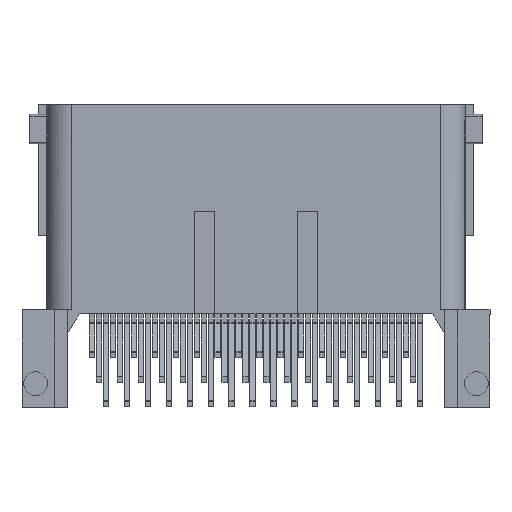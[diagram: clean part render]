
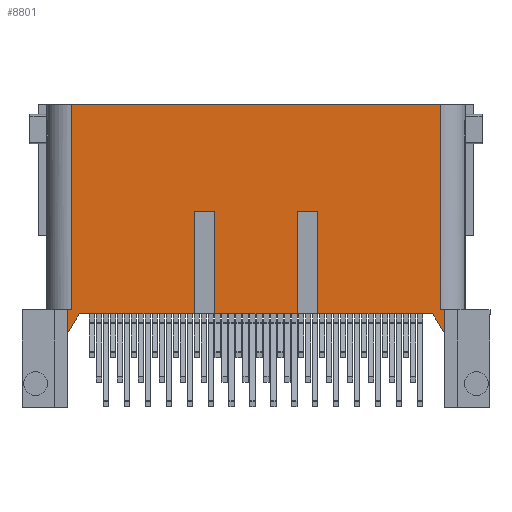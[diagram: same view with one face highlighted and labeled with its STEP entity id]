
A CAD part, front view. The second image highlights one B-rep face of the part: STEP entity #8801.
In plain terms, the highlighted planar face has unit normal (0, -1, 0).
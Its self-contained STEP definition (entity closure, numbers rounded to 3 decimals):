
#6155 = EDGE_CURVE ( 'NONE', #6156, #6181, #23148, .T. ) ;
#6156 = VERTEX_POINT ( 'NONE', #23144 ) ;
#6181 = VERTEX_POINT ( 'NONE', #23159 ) ;
#6200 = VERTEX_POINT ( 'NONE', #23244 ) ;
#6205 = VERTEX_POINT ( 'NONE', #23238 ) ;
#6207 = EDGE_CURVE ( 'NONE', #6205, #6200, #23237, .T. ) ;
#8182 = EDGE_CURVE ( 'NONE', #8183, #6156, #27655, .T. ) ;
#8183 = VERTEX_POINT ( 'NONE', #27651 ) ;
#8219 = VERTEX_POINT ( 'NONE', #27719 ) ;
#8221 = EDGE_CURVE ( 'NONE', #8240, #8219, #27718, .T. ) ;
#8227 = VERTEX_POINT ( 'NONE', #27765 ) ;
#8240 = VERTEX_POINT ( 'NONE', #27739 ) ;
#8259 = VERTEX_POINT ( 'NONE', #27768 ) ;
#8261 = EDGE_CURVE ( 'NONE', #8277, #8259, #27767, .T. ) ;
#8268 = VERTEX_POINT ( 'NONE', #27810 ) ;
#8270 = EDGE_CURVE ( 'NONE', #8259, #8268, #27809, .T. ) ;
#8273 = VERTEX_POINT ( 'NONE', #27801 ) ;
#8277 = VERTEX_POINT ( 'NONE', #27796 ) ;
#8279 = EDGE_CURVE ( 'NONE', #8273, #8277, #27858, .T. ) ;
#8285 = EDGE_CURVE ( 'NONE', #8219, #8227, #27844, .T. ) ;
#8292 = VERTEX_POINT ( 'NONE', #27830 ) ;
#8294 = EDGE_CURVE ( 'NONE', #8227, #8292, #27829, .T. ) ;
#8304 = EDGE_CURVE ( 'NONE', #8336, #6200, #27886, .T. ) ;
#8330 = VERTEX_POINT ( 'NONE', #27916 ) ;
#8336 = VERTEX_POINT ( 'NONE', #27906 ) ;
#8338 = EDGE_CURVE ( 'NONE', #8330, #8336, #27905, .T. ) ;
#8377 = VERTEX_POINT ( 'NONE', #27896 ) ;
#8379 = EDGE_CURVE ( 'NONE', #6205, #8377, #27895, .T. ) ;
#8556 = EDGE_CURVE ( 'NONE', #8557, #8240, #27922, .T. ) ;
#8557 = VERTEX_POINT ( 'NONE', #28003 ) ;
#8625 = EDGE_CURVE ( 'NONE', #8268, #8330, #28059, .T. ) ;
#8630 = EDGE_CURVE ( 'NONE', #8292, #8273, #28055, .T. ) ;
#8701 = EDGE_CURVE ( 'NONE', #8377, #8183, #28160, .T. ) ;
#8721 = ORIENTED_EDGE ( 'NONE', *, *, #8182, .T. ) ;
#8722 = ORIENTED_EDGE ( 'NONE', *, *, #6155, .T. ) ;
#8723 = ORIENTED_EDGE ( 'NONE', *, *, #8724, .T. ) ;
#8724 = EDGE_CURVE ( 'NONE', #6181, #8725, #28142, .T. ) ;
#8725 = VERTEX_POINT ( 'NONE', #28138 ) ;
#8726 = ORIENTED_EDGE ( 'NONE', *, *, #8727, .T. ) ;
#8727 = EDGE_CURVE ( 'NONE', #8725, #8557, #28136, .T. ) ;
#8728 = ORIENTED_EDGE ( 'NONE', *, *, #8556, .T. ) ;
#8779 = ORIENTED_EDGE ( 'NONE', *, *, #6207, .F. ) ;
#8791 = ORIENTED_EDGE ( 'NONE', *, *, #8221, .T. ) ;
#8792 = ORIENTED_EDGE ( 'NONE', *, *, #8285, .T. ) ;
#8793 = ORIENTED_EDGE ( 'NONE', *, *, #8294, .T. ) ;
#8794 = ORIENTED_EDGE ( 'NONE', *, *, #8630, .T. ) ;
#8795 = ORIENTED_EDGE ( 'NONE', *, *, #8279, .T. ) ;
#8796 = ORIENTED_EDGE ( 'NONE', *, *, #8261, .T. ) ;
#8797 = ORIENTED_EDGE ( 'NONE', *, *, #8270, .T. ) ;
#8798 = ORIENTED_EDGE ( 'NONE', *, *, #8625, .T. ) ;
#8799 = ORIENTED_EDGE ( 'NONE', *, *, #8338, .T. ) ;
#8800 = ORIENTED_EDGE ( 'NONE', *, *, #8304, .T. ) ;
#8801 = ADVANCED_FACE ( 'NONE', ( #28248 ), #28254, .T. ) ;
#8802 = EDGE_LOOP ( 'NONE', ( #8803, #8804, #8721, #8722, #8723, #8726, #8728, #8791, #8792, #8793, #8794, #8795, #8796, #8797, #8798, #8799, #8800, #8779 ) ) ;
#8803 = ORIENTED_EDGE ( 'NONE', *, *, #8379, .T. ) ;
#8804 = ORIENTED_EDGE ( 'NONE', *, *, #8701, .T. ) ;
#23144 = CARTESIAN_POINT ( 'NONE',  ( -22.5, 0.3, -6.55 ) ) ;
#23145 = DIRECTION ( 'NONE',  ( -1., 0., 0. ) ) ;
#23146 = VECTOR ( 'NONE', #23145, 1000. ) ;
#23147 = CARTESIAN_POINT ( 'NONE',  ( -23.494, 0.3, -6.55 ) ) ;
#23148 = LINE ( 'NONE', #23147, #23146 ) ;
#23159 = CARTESIAN_POINT ( 'NONE',  ( -23., 0.3, -6.55 ) ) ;
#23234 = DIRECTION ( 'NONE',  ( 1., 0., 0. ) ) ;
#23235 = VECTOR ( 'NONE', #23234, 1000. ) ;
#23236 = CARTESIAN_POINT ( 'NONE',  ( 23.494, 0.3, -6.55 ) ) ;
#23237 = LINE ( 'NONE', #23236, #23235 ) ;
#23238 = CARTESIAN_POINT ( 'NONE',  ( 22.5, 0.3, -6.55 ) ) ;
#23244 = CARTESIAN_POINT ( 'NONE',  ( 23., 0.3, -6.55 ) ) ;
#27651 = CARTESIAN_POINT ( 'NONE',  ( -22.5, 0.3, 18.45 ) ) ;
#27652 = DIRECTION ( 'NONE',  ( 0., 0., -1. ) ) ;
#27653 = VECTOR ( 'NONE', #27652, 1000. ) ;
#27654 = CARTESIAN_POINT ( 'NONE',  ( -22.5, 0.3, 4.5 ) ) ;
#27655 = LINE ( 'NONE', #27654, #27653 ) ;
#27715 = DIRECTION ( 'NONE',  ( 0., 0., 1. ) ) ;
#27716 = VECTOR ( 'NONE', #27715, 1000. ) ;
#27717 = CARTESIAN_POINT ( 'NONE',  ( -7.5, 0.3, 4.5 ) ) ;
#27718 = LINE ( 'NONE', #27717, #27716 ) ;
#27719 = CARTESIAN_POINT ( 'NONE',  ( -7.5, 0.3, 5.45 ) ) ;
#27739 = CARTESIAN_POINT ( 'NONE',  ( -7.5, 0.3, -7.05 ) ) ;
#27765 = CARTESIAN_POINT ( 'NONE',  ( -5., 0.3, 5.45 ) ) ;
#27767 = LINE ( 'NONE', #27823, #27822 ) ;
#27768 = CARTESIAN_POINT ( 'NONE',  ( 7.5, 0.3, 5.45 ) ) ;
#27796 = CARTESIAN_POINT ( 'NONE',  ( 5., 0.3, 5.45 ) ) ;
#27801 = CARTESIAN_POINT ( 'NONE',  ( 5., 0.3, -7.05 ) ) ;
#27806 = DIRECTION ( 'NONE',  ( 0., 0., -1. ) ) ;
#27807 = VECTOR ( 'NONE', #27806, 1000. ) ;
#27808 = CARTESIAN_POINT ( 'NONE',  ( 7.5, 0.3, 4.5 ) ) ;
#27809 = LINE ( 'NONE', #27808, #27807 ) ;
#27810 = CARTESIAN_POINT ( 'NONE',  ( 7.5, 0.3, -7.05 ) ) ;
#27821 = DIRECTION ( 'NONE',  ( 1., 0., 0. ) ) ;
#27822 = VECTOR ( 'NONE', #27821, 1000. ) ;
#27823 = CARTESIAN_POINT ( 'NONE',  ( 0., 0.3, 5.45 ) ) ;
#27826 = DIRECTION ( 'NONE',  ( 0., 0., -1. ) ) ;
#27827 = VECTOR ( 'NONE', #27826, 1000. ) ;
#27828 = CARTESIAN_POINT ( 'NONE',  ( -5., 0.3, 4.5 ) ) ;
#27829 = LINE ( 'NONE', #27828, #27827 ) ;
#27830 = CARTESIAN_POINT ( 'NONE',  ( -5., 0.3, -7.05 ) ) ;
#27841 = DIRECTION ( 'NONE',  ( 1., 0., 0. ) ) ;
#27842 = VECTOR ( 'NONE', #27841, 1000. ) ;
#27843 = CARTESIAN_POINT ( 'NONE',  ( 0., 0.3, 5.45 ) ) ;
#27844 = LINE ( 'NONE', #27843, #27842 ) ;
#27855 = DIRECTION ( 'NONE',  ( 0., 0., 1. ) ) ;
#27856 = VECTOR ( 'NONE', #27855, 1000. ) ;
#27857 = CARTESIAN_POINT ( 'NONE',  ( 5., 0.3, 4.5 ) ) ;
#27858 = LINE ( 'NONE', #27857, #27856 ) ;
#27881 = DIRECTION ( 'NONE',  ( 0., 0., 1. ) ) ;
#27882 = VECTOR ( 'NONE', #27881, 1000. ) ;
#27883 = CARTESIAN_POINT ( 'NONE',  ( 23., 0.3, 4.5 ) ) ;
#27886 = LINE ( 'NONE', #27883, #27882 ) ;
#27892 = DIRECTION ( 'NONE',  ( 0., 0., 1. ) ) ;
#27893 = VECTOR ( 'NONE', #27892, 1000. ) ;
#27894 = CARTESIAN_POINT ( 'NONE',  ( 22.5, 0.3, 4.5 ) ) ;
#27895 = LINE ( 'NONE', #27894, #27893 ) ;
#27896 = CARTESIAN_POINT ( 'NONE',  ( 22.5, 0.3, 18.45 ) ) ;
#27902 = DIRECTION ( 'NONE',  ( 0.53, 0., -0.848 ) ) ;
#27903 = VECTOR ( 'NONE', #27902, 1000. ) ;
#27904 = CARTESIAN_POINT ( 'NONE',  ( 21.5, 0.3, -7.05 ) ) ;
#27905 = LINE ( 'NONE', #27904, #27903 ) ;
#27906 = CARTESIAN_POINT ( 'NONE',  ( 23., 0.3, -9.45 ) ) ;
#27916 = CARTESIAN_POINT ( 'NONE',  ( 21.5, 0.3, -7.05 ) ) ;
#27922 = LINE ( 'NONE', #28006, #28005 ) ;
#28003 = CARTESIAN_POINT ( 'NONE',  ( -21.5, 0.3, -7.05 ) ) ;
#28004 = DIRECTION ( 'NONE',  ( 1., 0., 0. ) ) ;
#28005 = VECTOR ( 'NONE', #28004, 1000. ) ;
#28006 = CARTESIAN_POINT ( 'NONE',  ( 23., 0.3, -7.05 ) ) ;
#28052 = DIRECTION ( 'NONE',  ( 1., 0., 0. ) ) ;
#28053 = VECTOR ( 'NONE', #28052, 1000. ) ;
#28054 = CARTESIAN_POINT ( 'NONE',  ( 23., 0.3, -7.05 ) ) ;
#28055 = LINE ( 'NONE', #28054, #28053 ) ;
#28056 = DIRECTION ( 'NONE',  ( 1., 0., 0. ) ) ;
#28057 = VECTOR ( 'NONE', #28056, 1000. ) ;
#28058 = CARTESIAN_POINT ( 'NONE',  ( 23., 0.3, -7.05 ) ) ;
#28059 = LINE ( 'NONE', #28058, #28057 ) ;
#28133 = DIRECTION ( 'NONE',  ( 0.53, 0., 0.848 ) ) ;
#28134 = VECTOR ( 'NONE', #28133, 1000. ) ;
#28135 = CARTESIAN_POINT ( 'NONE',  ( -22.25, 0.3, -8.25 ) ) ;
#28136 = LINE ( 'NONE', #28135, #28134 ) ;
#28138 = CARTESIAN_POINT ( 'NONE',  ( -23., 0.3, -9.45 ) ) ;
#28139 = DIRECTION ( 'NONE',  ( 0., 0., -1. ) ) ;
#28140 = VECTOR ( 'NONE', #28139, 1000. ) ;
#28141 = CARTESIAN_POINT ( 'NONE',  ( -23., 0.3, -12.5 ) ) ;
#28142 = LINE ( 'NONE', #28141, #28140 ) ;
#28157 = DIRECTION ( 'NONE',  ( -1., 0., 0. ) ) ;
#28158 = VECTOR ( 'NONE', #28157, 1000. ) ;
#28159 = CARTESIAN_POINT ( 'NONE',  ( 0., 0.3, 18.45 ) ) ;
#28160 = LINE ( 'NONE', #28159, #28158 ) ;
#28243 = DIRECTION ( 'NONE',  ( 0., 0., 1. ) ) ;
#28244 = DIRECTION ( 'NONE',  ( 0., -1., 0. ) ) ;
#28246 = CARTESIAN_POINT ( 'NONE',  ( 23., 0.3, -9.45 ) ) ;
#28247 = AXIS2_PLACEMENT_3D ( 'NONE', #28246, #28244, #28243 ) ;
#28248 = FACE_OUTER_BOUND ( 'NONE', #8802, .T. ) ;
#28254 = PLANE ( 'NONE',  #28247 ) ;
